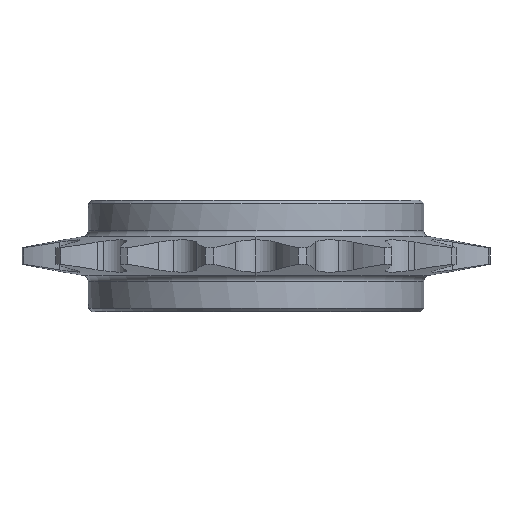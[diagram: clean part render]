
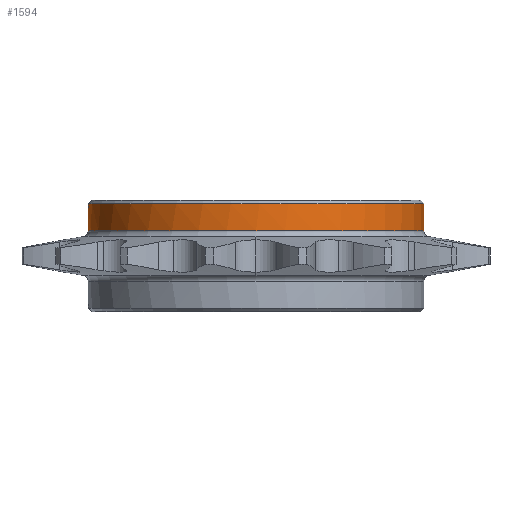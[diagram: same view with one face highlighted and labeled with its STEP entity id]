
A CAD part, left-side view. The second image highlights one B-rep face of the part: STEP entity #1594.
In plain terms, the highlighted cylindrical face has radius 19.05 mm (diameter 38.1 mm), a partial arc.
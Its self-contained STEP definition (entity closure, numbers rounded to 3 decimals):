
#14 = DIRECTION ( 'NONE',  ( 0., -1., 0. ) ) ;
#320 = VECTOR ( 'NONE', #3441, 1000. ) ;
#389 = DIRECTION ( 'NONE',  ( 0., 0., 1. ) ) ;
#554 = VECTOR ( 'NONE', #1938, 1000. ) ;
#561 = VERTEX_POINT ( 'NONE', #3925 ) ;
#691 = CARTESIAN_POINT ( 'NONE',  ( 0., 19.05, 5.525 ) ) ;
#769 = CARTESIAN_POINT ( 'NONE',  ( -0.794, 19.033, 6.35 ) ) ;
#823 = AXIS2_PLACEMENT_3D ( 'NONE', #867, #3641, #14 ) ;
#867 = CARTESIAN_POINT ( 'NONE',  ( 0., 0., 5.525 ) ) ;
#901 = LINE ( 'NONE', #2532, #320 ) ;
#1006 = DIRECTION ( 'NONE',  ( 0., 0., -1. ) ) ;
#1097 = VERTEX_POINT ( 'NONE', #2551 ) ;
#1111 = LINE ( 'NONE', #769, #554 ) ;
#1175 = CARTESIAN_POINT ( 'NONE',  ( 0., 0., 2.888 ) ) ;
#1254 = CARTESIAN_POINT ( 'NONE',  ( 0., -19.05, 5.95 ) ) ;
#1260 = VERTEX_POINT ( 'NONE', #1254 ) ;
#1265 = ORIENTED_EDGE ( 'NONE', *, *, #5048, .F. ) ;
#1366 = DIRECTION ( 'NONE',  ( 0., -1., 0. ) ) ;
#1395 = DIRECTION ( 'NONE',  ( 0., 0., 1. ) ) ;
#1548 = EDGE_CURVE ( 'NONE', #1793, #561, #1111, .T. ) ;
#1594 = ADVANCED_FACE ( 'NONE', ( #1995 ), #3243, .T. ) ;
#1644 = EDGE_CURVE ( 'NONE', #561, #3749, #3446, .T. ) ;
#1657 = AXIS2_PLACEMENT_3D ( 'NONE', #1175, #2805, #5284 ) ;
#1693 = ORIENTED_EDGE ( 'NONE', *, *, #3538, .T. ) ;
#1746 = ORIENTED_EDGE ( 'NONE', *, *, #1644, .T. ) ;
#1793 = VERTEX_POINT ( 'NONE', #5062 ) ;
#1818 = AXIS2_PLACEMENT_3D ( 'NONE', #3410, #1006, #1366 ) ;
#1938 = DIRECTION ( 'NONE',  ( 0., 0., -1. ) ) ;
#1995 = FACE_OUTER_BOUND ( 'NONE', #3309, .T. ) ;
#2492 = VERTEX_POINT ( 'NONE', #3474 ) ;
#2532 = CARTESIAN_POINT ( 'NONE',  ( 0., 19.05, 6.35 ) ) ;
#2550 = CARTESIAN_POINT ( 'NONE',  ( 0., -19.05, 6.35 ) ) ;
#2551 = CARTESIAN_POINT ( 'NONE',  ( 0., 19.05, 2.888 ) ) ;
#2592 = LINE ( 'NONE', #2550, #3862 ) ;
#2805 = DIRECTION ( 'NONE',  ( 0., 0., 1. ) ) ;
#2812 = EDGE_CURVE ( 'NONE', #2492, #1260, #2592, .T. ) ;
#2931 = CIRCLE ( 'NONE', #1657, 19.05 ) ;
#3102 = EDGE_CURVE ( 'NONE', #1097, #2492, #2931, .T. ) ;
#3109 = ORIENTED_EDGE ( 'NONE', *, *, #3102, .T. ) ;
#3111 = AXIS2_PLACEMENT_3D ( 'NONE', #4872, #389, #4896 ) ;
#3243 = CYLINDRICAL_SURFACE ( 'NONE', #3111, 19.05 ) ;
#3309 = EDGE_LOOP ( 'NONE', ( #1265, #3109, #3315, #1693, #4404, #1746 ) ) ;
#3315 = ORIENTED_EDGE ( 'NONE', *, *, #2812, .T. ) ;
#3410 = CARTESIAN_POINT ( 'NONE',  ( 0., 0., 5.95 ) ) ;
#3441 = DIRECTION ( 'NONE',  ( 0., 0., 1. ) ) ;
#3446 = CIRCLE ( 'NONE', #823, 19.05 ) ;
#3474 = CARTESIAN_POINT ( 'NONE',  ( 0., -19.05, 2.888 ) ) ;
#3538 = EDGE_CURVE ( 'NONE', #1260, #1793, #4137, .T. ) ;
#3641 = DIRECTION ( 'NONE',  ( 0., 0., -1. ) ) ;
#3749 = VERTEX_POINT ( 'NONE', #691 ) ;
#3862 = VECTOR ( 'NONE', #1395, 1000. ) ;
#3925 = CARTESIAN_POINT ( 'NONE',  ( -0.794, 19.033, 5.525 ) ) ;
#4137 = CIRCLE ( 'NONE', #1818, 19.05 ) ;
#4404 = ORIENTED_EDGE ( 'NONE', *, *, #1548, .T. ) ;
#4872 = CARTESIAN_POINT ( 'NONE',  ( 0., 0., 6.35 ) ) ;
#4896 = DIRECTION ( 'NONE',  ( 0., -1., 0. ) ) ;
#5048 = EDGE_CURVE ( 'NONE', #1097, #3749, #901, .T. ) ;
#5062 = CARTESIAN_POINT ( 'NONE',  ( -0.794, 19.033, 5.95 ) ) ;
#5284 = DIRECTION ( 'NONE',  ( 0., 1., 0. ) ) ;
